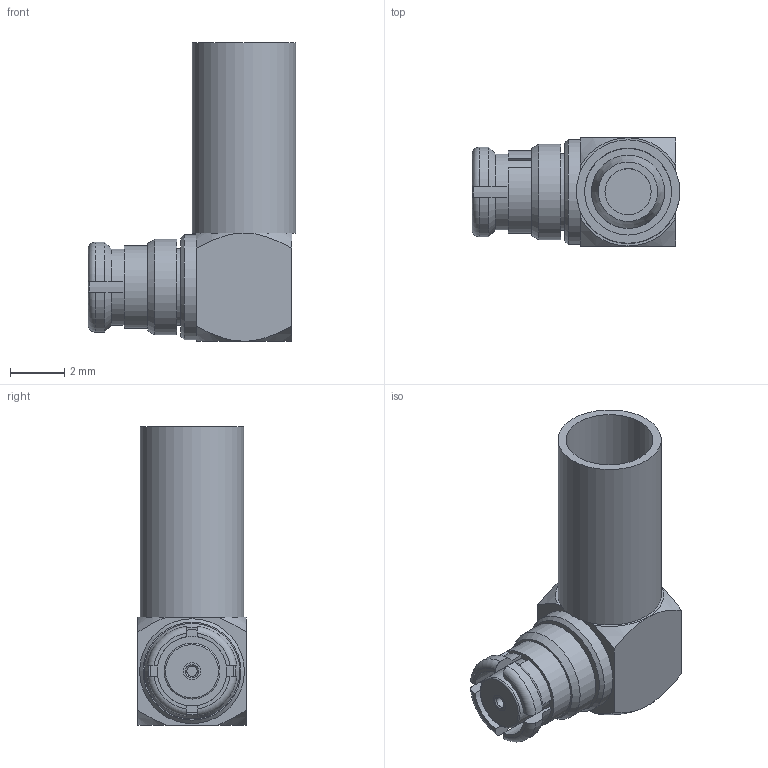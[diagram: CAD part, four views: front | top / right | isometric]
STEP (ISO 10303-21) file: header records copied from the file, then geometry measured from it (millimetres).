
FILE_DESCRIPTION (( 'STEP AP203' ), '1' );
FILE_NAME ('PE45128_3D.step', '2021-04-20T15:57:29', ( '' ), ( '' ), 'SwSTEP 2.0', 'SolidWorks 2020', '' );
FILE_SCHEMA (( 'CONFIG_CONTROL_DESIGN' ));
Length unit declared in the file: inch
Products named in the file (1): PE45128_3D
Bounding box: 7.65 x 3.99 x 11 mm (x, y, z)
Volume: 120.5 mm3; surface area: 410.6 mm2
Topology: 4 solids, 4 shells, 76 faces, 176 edges, 115 vertices
Faces by surface type: plane 34, cylinder 21, cone 16, torus 5
Full cylindrical faces by diameter (mm): 0.381 x1, 0.635 x2, 1.702 x1, 2.057 x1, 2.565 x1, 2.692 x1, 2.822 x1, 3.2 x1, 3.516 x1, 3.81 x1, 3.862 x1
Entity records: 2241 total; most frequent: CARTESIAN_POINT 509, DIRECTION 346, ORIENTED_EDGE 312, EDGE_CURVE 156, AXIS2_PLACEMENT_3D 145, VERTEX_POINT 112, EDGE_LOOP 104, FACE_OUTER_BOUND 89
